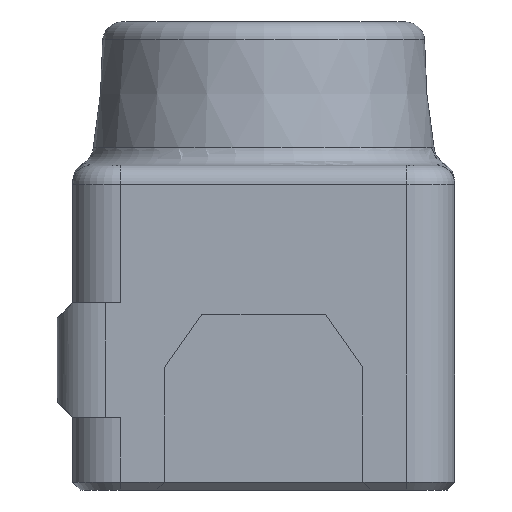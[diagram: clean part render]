
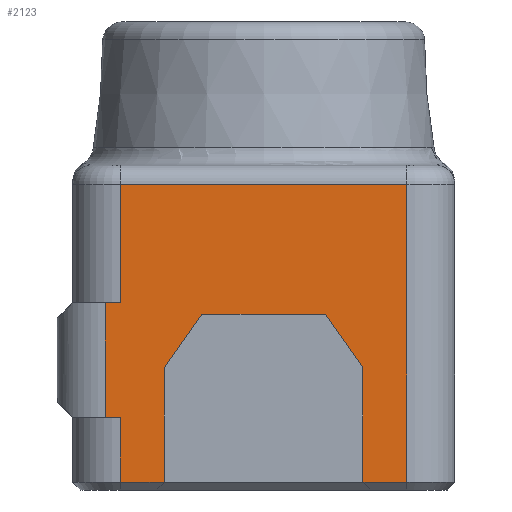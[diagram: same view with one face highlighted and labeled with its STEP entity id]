
A CAD part, left-side view. The second image highlights one B-rep face of the part: STEP entity #2123.
In plain terms, the highlighted planar face has unit normal (-1, 0, 0).
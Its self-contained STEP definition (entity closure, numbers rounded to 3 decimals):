
#175=FACE_OUTER_BOUND('',#298,.T.);
#298=EDGE_LOOP('',(#1499,#1500,#1501,#1502,#1503,#1504,#1505,#1506,#1507,
#1508,#1509,#1510,#1511,#1512));
#461=LINE('',#3137,#696);
#476=LINE('',#3182,#711);
#478=LINE('',#3186,#713);
#481=LINE('',#3192,#716);
#482=LINE('',#3194,#717);
#483=LINE('',#3196,#718);
#484=LINE('',#3198,#719);
#485=LINE('',#3200,#720);
#486=LINE('',#3202,#721);
#487=LINE('',#3203,#722);
#488=LINE('',#3205,#723);
#489=LINE('',#3207,#724);
#490=LINE('',#3209,#725);
#491=LINE('',#3210,#726);
#696=VECTOR('',#2503,10.);
#711=VECTOR('',#2550,10.);
#713=VECTOR('',#2554,10.);
#716=VECTOR('',#2559,10.);
#717=VECTOR('',#2560,10.);
#718=VECTOR('',#2561,10.);
#719=VECTOR('',#2562,10.);
#720=VECTOR('',#2563,10.);
#721=VECTOR('',#2564,10.);
#722=VECTOR('',#2565,10.);
#723=VECTOR('',#2566,10.);
#724=VECTOR('',#2567,10.);
#725=VECTOR('',#2568,10.);
#726=VECTOR('',#2569,10.);
#914=VERTEX_POINT('',#3117);
#915=VERTEX_POINT('',#3121);
#920=VERTEX_POINT('',#3135);
#934=VERTEX_POINT('',#3177);
#935=VERTEX_POINT('',#3185);
#937=VERTEX_POINT('',#3191);
#938=VERTEX_POINT('',#3193);
#939=VERTEX_POINT('',#3195);
#940=VERTEX_POINT('',#3197);
#941=VERTEX_POINT('',#3199);
#942=VERTEX_POINT('',#3201);
#943=VERTEX_POINT('',#3204);
#944=VERTEX_POINT('',#3206);
#945=VERTEX_POINT('',#3208);
#1129=EDGE_CURVE('',#920,#915,#461,.T.);
#1152=EDGE_CURVE('',#914,#934,#476,.T.);
#1154=EDGE_CURVE('',#935,#915,#478,.T.);
#1157=EDGE_CURVE('',#937,#920,#481,.T.);
#1158=EDGE_CURVE('',#938,#937,#482,.T.);
#1159=EDGE_CURVE('',#939,#938,#483,.T.);
#1160=EDGE_CURVE('',#939,#940,#484,.T.);
#1161=EDGE_CURVE('',#941,#940,#485,.T.);
#1162=EDGE_CURVE('',#941,#942,#486,.T.);
#1163=EDGE_CURVE('',#934,#942,#487,.T.);
#1164=EDGE_CURVE('',#914,#943,#488,.T.);
#1165=EDGE_CURVE('',#943,#944,#489,.T.);
#1166=EDGE_CURVE('',#944,#945,#490,.T.);
#1167=EDGE_CURVE('',#945,#935,#491,.T.);
#1499=ORIENTED_EDGE('',*,*,#1129,.F.);
#1500=ORIENTED_EDGE('',*,*,#1157,.F.);
#1501=ORIENTED_EDGE('',*,*,#1158,.F.);
#1502=ORIENTED_EDGE('',*,*,#1159,.F.);
#1503=ORIENTED_EDGE('',*,*,#1160,.T.);
#1504=ORIENTED_EDGE('',*,*,#1161,.F.);
#1505=ORIENTED_EDGE('',*,*,#1162,.T.);
#1506=ORIENTED_EDGE('',*,*,#1163,.F.);
#1507=ORIENTED_EDGE('',*,*,#1152,.F.);
#1508=ORIENTED_EDGE('',*,*,#1164,.T.);
#1509=ORIENTED_EDGE('',*,*,#1165,.T.);
#1510=ORIENTED_EDGE('',*,*,#1166,.T.);
#1511=ORIENTED_EDGE('',*,*,#1167,.T.);
#1512=ORIENTED_EDGE('',*,*,#1154,.T.);
#2038=PLANE('',#2269);
#2123=ADVANCED_FACE('',(#175),#2038,.T.);
#2269=AXIS2_PLACEMENT_3D('',#3190,#2557,#2558);
#2503=DIRECTION('',(0.,1.,0.));
#2550=DIRECTION('',(0.,1.,0.));
#2554=DIRECTION('',(0.,0.,-1.));
#2557=DIRECTION('center_axis',(-1.,0.,0.));
#2558=DIRECTION('ref_axis',(0.,0.,1.));
#2559=DIRECTION('',(0.,0.,-1.));
#2560=DIRECTION('',(0.,-1.,0.));
#2561=DIRECTION('',(0.,0.,1.));
#2562=DIRECTION('',(0.,1.,0.));
#2563=DIRECTION('',(0.,0.,1.));
#2564=DIRECTION('',(0.,-1.,0.));
#2565=DIRECTION('',(0.,0.,1.));
#2566=DIRECTION('',(0.,0.,1.));
#2567=DIRECTION('',(0.,-0.574,0.819));
#2568=DIRECTION('',(0.,-1.,0.));
#2569=DIRECTION('',(0.,-0.574,-0.819));
#3117=CARTESIAN_POINT('',(-19.5,5.2,-16.4));
#3121=CARTESIAN_POINT('',(-19.5,-5.2,-16.4));
#3135=CARTESIAN_POINT('',(-19.5,-7.5,-16.4));
#3137=CARTESIAN_POINT('',(-19.5,-5.,-16.4));
#3177=CARTESIAN_POINT('',(-19.5,7.5,-16.4));
#3182=CARTESIAN_POINT('',(-19.5,-5.,-16.4));
#3185=CARTESIAN_POINT('',(-19.5,-5.2,-10.4));
#3186=CARTESIAN_POINT('',(-19.5,-5.2,-5.2));
#3190=CARTESIAN_POINT('Origin',(-19.5,-10.,0.));
#3191=CARTESIAN_POINT('',(-19.5,-7.5,-0.8));
#3192=CARTESIAN_POINT('',(-19.5,-7.5,0.));
#3193=CARTESIAN_POINT('',(-19.5,7.5,-0.8));
#3194=CARTESIAN_POINT('',(-19.5,-5.,-0.8));
#3195=CARTESIAN_POINT('',(-19.5,7.5,-7.));
#3196=CARTESIAN_POINT('',(-19.5,7.5,0.));
#3197=CARTESIAN_POINT('',(-19.5,8.3,-7.));
#3198=CARTESIAN_POINT('',(-19.5,10.,-7.));
#3199=CARTESIAN_POINT('',(-19.5,8.3,-13.));
#3200=CARTESIAN_POINT('',(-19.5,8.3,-5.));
#3201=CARTESIAN_POINT('',(-19.5,7.5,-13.));
#3202=CARTESIAN_POINT('',(-19.5,10.,-13.));
#3203=CARTESIAN_POINT('',(-19.5,7.5,0.));
#3204=CARTESIAN_POINT('',(-19.5,5.2,-10.4));
#3205=CARTESIAN_POINT('',(-19.5,5.2,-8.3));
#3206=CARTESIAN_POINT('',(-19.5,3.239,-7.6));
#3207=CARTESIAN_POINT('',(-19.5,0.256,-3.34));
#3208=CARTESIAN_POINT('',(-19.5,-3.239,-7.6));
#3209=CARTESIAN_POINT('',(-19.5,-3.38,-7.6));
#3210=CARTESIAN_POINT('',(-19.5,-2.566,-6.638));
